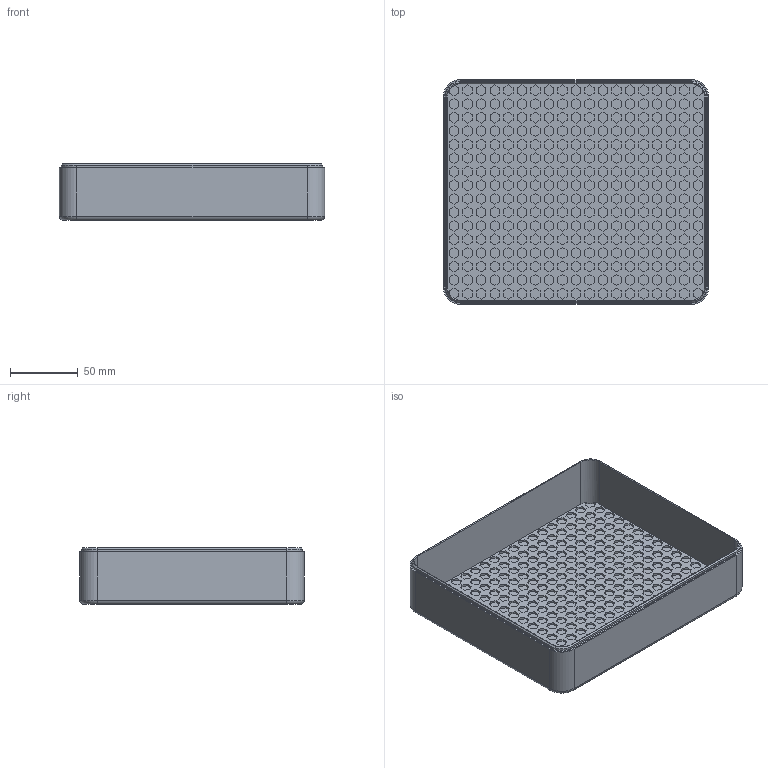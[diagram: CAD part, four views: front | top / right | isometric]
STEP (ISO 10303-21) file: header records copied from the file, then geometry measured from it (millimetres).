
FILE_DESCRIPTION(/* description */ (''),/* implementation_level */ '2;1');
FILE_NAME(/* name */ 'Casing Bottom.step',/* time_stamp */ '2023-05-02T10:26:57-04:00',/* author */ (''),/* organization */ (''),/* preprocessor_version */ 'ST-DEVELOPER v19.2',/* originating_system */ 'Autodesk Translation Framework v12.4.0.73',/* authorisation */ '');
FILE_SCHEMA (('AUTOMOTIVE_DESIGN { 1 0 10303 214 3 1 1 }'));
Products named in the file (1): Assembly5
Bounding box: 196 x 166 x 41.5 mm (x, y, z)
Volume: 153126.2 mm3; surface area: 129516.3 mm2
Topology: 1 solids, 1 shells, 2191 faces, 5616 edges, 3728 vertices
Faces by surface type: plane 2147, cylinder 24, torus 12, cone 8
Entity records: 65021 total; most frequent: CARTESIAN_POINT 11536, ORIENTED_EDGE 11232, DIRECTION 10072, EDGE_CURVE 5616, LINE 5544, VECTOR 5544, VERTEX_POINT 3728, EDGE_LOOP 2492
